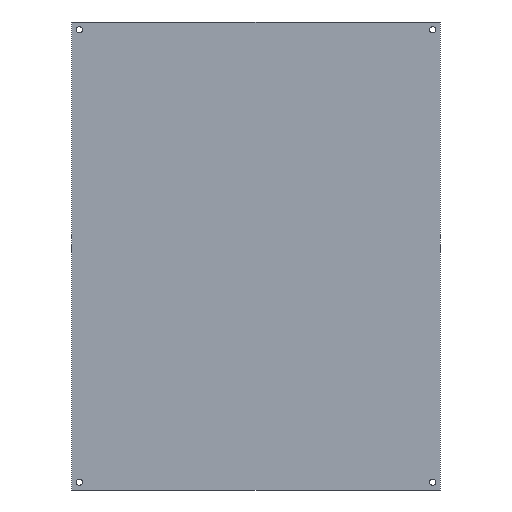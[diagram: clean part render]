
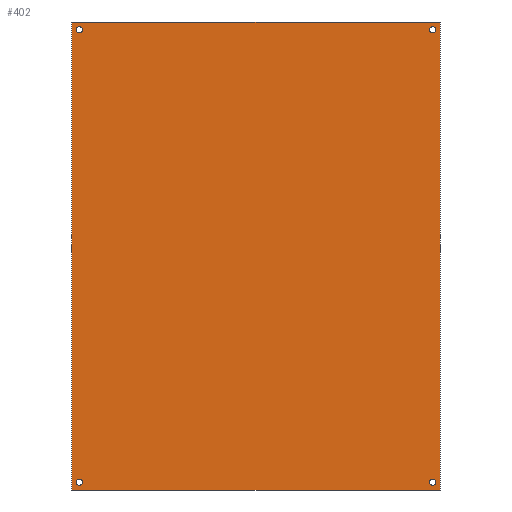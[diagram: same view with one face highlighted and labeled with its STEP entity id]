
A CAD part, front view. The second image highlights one B-rep face of the part: STEP entity #402.
In plain terms, the highlighted planar face has unit normal (0, -1, 0).
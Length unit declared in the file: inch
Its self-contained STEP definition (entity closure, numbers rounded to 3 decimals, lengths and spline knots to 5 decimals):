
#1 = DIRECTION ( 'NONE',  ( 0., 0., 1. ) ) ;
#11 = VECTOR ( 'NONE', #349, 39.37008 ) ;
#19 = VERTEX_POINT ( 'NONE', #249 ) ;
#28 = DIRECTION ( 'NONE',  ( -1., 0., 0. ) ) ;
#40 = ORIENTED_EDGE ( 'NONE', *, *, #75, .T. ) ;
#42 = ORIENTED_EDGE ( 'NONE', *, *, #360, .T. ) ;
#50 = AXIS2_PLACEMENT_3D ( 'NONE', #108, #289, #259 ) ;
#62 = DIRECTION ( 'NONE',  ( 0., 0., 1. ) ) ;
#64 = AXIS2_PLACEMENT_3D ( 'NONE', #413, #493, #261 ) ;
#65 = VERTEX_POINT ( 'NONE', #83 ) ;
#66 = EDGE_CURVE ( 'NONE', #414, #395, #303, .T. ) ;
#69 = EDGE_LOOP ( 'NONE', ( #112, #476 ) ) ;
#71 = VERTEX_POINT ( 'NONE', #195 ) ;
#73 = PLANE ( 'NONE',  #181 ) ;
#75 = EDGE_CURVE ( 'NONE', #350, #260, #459, .T. ) ;
#77 = ORIENTED_EDGE ( 'NONE', *, *, #329, .T. ) ;
#78 = VERTEX_POINT ( 'NONE', #317 ) ;
#80 = AXIS2_PLACEMENT_3D ( 'NONE', #166, #229, #397 ) ;
#83 = CARTESIAN_POINT ( 'NONE',  ( 7.125, -0.1, 9.25 ) ) ;
#84 = DIRECTION ( 'NONE',  ( 0., 1., 0. ) ) ;
#88 = CIRCLE ( 'NONE', #460, 0.125 ) ;
#96 = EDGE_CURVE ( 'NONE', #78, #122, #204, .T. ) ;
#104 = AXIS2_PLACEMENT_3D ( 'NONE', #278, #84, #120 ) ;
#105 = FACE_BOUND ( 'NONE', #222, .T. ) ;
#108 = CARTESIAN_POINT ( 'NONE',  ( 7.125, -0.1, -9.125 ) ) ;
#112 = ORIENTED_EDGE ( 'NONE', *, *, #239, .T. ) ;
#114 = VECTOR ( 'NONE', #439, 39.37008 ) ;
#117 = CIRCLE ( 'NONE', #64, 0.125 ) ;
#118 = DIRECTION ( 'NONE',  ( 0., 0., 1. ) ) ;
#120 = DIRECTION ( 'NONE',  ( 0., 0., 1. ) ) ;
#122 = VERTEX_POINT ( 'NONE', #308 ) ;
#127 = FACE_OUTER_BOUND ( 'NONE', #294, .T. ) ;
#138 = AXIS2_PLACEMENT_3D ( 'NONE', #392, #277, #1 ) ;
#140 = CARTESIAN_POINT ( 'NONE',  ( 0., -0.1, -9.4375 ) ) ;
#162 = CARTESIAN_POINT ( 'NONE',  ( 7.125, -0.1, -9.125 ) ) ;
#166 = CARTESIAN_POINT ( 'NONE',  ( -7.125, -0.1, -9.125 ) ) ;
#167 = AXIS2_PLACEMENT_3D ( 'NONE', #473, #401, #206 ) ;
#181 = AXIS2_PLACEMENT_3D ( 'NONE', #382, #424, #342 ) ;
#183 = EDGE_CURVE ( 'NONE', #236, #350, #441, .T. ) ;
#195 = CARTESIAN_POINT ( 'NONE',  ( 7.4375, -0.1, -9.4375 ) ) ;
#204 = CIRCLE ( 'NONE', #104, 0.125 ) ;
#206 = DIRECTION ( 'NONE',  ( 0., 0., 1. ) ) ;
#220 = DIRECTION ( 'NONE',  ( 0., 1., 0. ) ) ;
#222 = EDGE_LOOP ( 'NONE', ( #42, #383 ) ) ;
#224 = FACE_BOUND ( 'NONE', #263, .T. ) ;
#225 = ORIENTED_EDGE ( 'NONE', *, *, #269, .F. ) ;
#227 = LINE ( 'NONE', #388, #11 ) ;
#229 = DIRECTION ( 'NONE',  ( 0., 1., 0. ) ) ;
#233 = EDGE_LOOP ( 'NONE', ( #335, #77 ) ) ;
#236 = VERTEX_POINT ( 'NONE', #318 ) ;
#239 = EDGE_CURVE ( 'NONE', #395, #414, #381, .T. ) ;
#241 = CIRCLE ( 'NONE', #50, 0.125 ) ;
#247 = CARTESIAN_POINT ( 'NONE',  ( 0., -0.1, 9.4375 ) ) ;
#249 = CARTESIAN_POINT ( 'NONE',  ( 7.125, -0.1, 9. ) ) ;
#250 = LINE ( 'NONE', #140, #348 ) ;
#251 = ORIENTED_EDGE ( 'NONE', *, *, #485, .T. ) ;
#255 = FACE_BOUND ( 'NONE', #233, .T. ) ;
#259 = DIRECTION ( 'NONE',  ( 0., 0., 1. ) ) ;
#260 = VERTEX_POINT ( 'NONE', #456 ) ;
#261 = DIRECTION ( 'NONE',  ( 0., 0., 1. ) ) ;
#263 = EDGE_LOOP ( 'NONE', ( #425, #380 ) ) ;
#269 = EDGE_CURVE ( 'NONE', #71, #260, #250, .T. ) ;
#272 = VERTEX_POINT ( 'NONE', #379 ) ;
#277 = DIRECTION ( 'NONE',  ( 0., 1., 0. ) ) ;
#278 = CARTESIAN_POINT ( 'NONE',  ( -7.125, -0.1, 9.125 ) ) ;
#279 = AXIS2_PLACEMENT_3D ( 'NONE', #162, #461, #118 ) ;
#282 = CIRCLE ( 'NONE', #138, 0.125 ) ;
#287 = VECTOR ( 'NONE', #387, 39.37008 ) ;
#289 = DIRECTION ( 'NONE',  ( 0., 1., 0. ) ) ;
#294 = EDGE_LOOP ( 'NONE', ( #40, #225, #251, #487 ) ) ;
#303 = CIRCLE ( 'NONE', #80, 0.125 ) ;
#308 = CARTESIAN_POINT ( 'NONE',  ( -7.125, -0.1, 9.25 ) ) ;
#315 = CARTESIAN_POINT ( 'NONE',  ( -7.125, -0.1, -9.25 ) ) ;
#317 = CARTESIAN_POINT ( 'NONE',  ( -7.125, -0.1, 9. ) ) ;
#318 = CARTESIAN_POINT ( 'NONE',  ( 7.4375, -0.1, 9.4375 ) ) ;
#323 = EDGE_CURVE ( 'NONE', #272, #327, #241, .T. ) ;
#327 = VERTEX_POINT ( 'NONE', #410 ) ;
#329 = EDGE_CURVE ( 'NONE', #19, #65, #117, .T. ) ;
#335 = ORIENTED_EDGE ( 'NONE', *, *, #420, .T. ) ;
#336 = CARTESIAN_POINT ( 'NONE',  ( -7.125, -0.1, -9. ) ) ;
#342 = DIRECTION ( 'NONE',  ( 0., 0., 1. ) ) ;
#348 = VECTOR ( 'NONE', #28, 39.37008 ) ;
#349 = DIRECTION ( 'NONE',  ( 0., 0., 1. ) ) ;
#350 = VERTEX_POINT ( 'NONE', #452 ) ;
#351 = CARTESIAN_POINT ( 'NONE',  ( -7.4375, -0.1, 0. ) ) ;
#360 = EDGE_CURVE ( 'NONE', #122, #78, #88, .T. ) ;
#379 = CARTESIAN_POINT ( 'NONE',  ( 7.125, -0.1, -9.25 ) ) ;
#380 = ORIENTED_EDGE ( 'NONE', *, *, #323, .T. ) ;
#381 = CIRCLE ( 'NONE', #167, 0.125 ) ;
#382 = CARTESIAN_POINT ( 'NONE',  ( 0., -0.1, 0. ) ) ;
#383 = ORIENTED_EDGE ( 'NONE', *, *, #96, .T. ) ;
#387 = DIRECTION ( 'NONE',  ( 0., 0., -1. ) ) ;
#388 = CARTESIAN_POINT ( 'NONE',  ( 7.4375, -0.1, 0. ) ) ;
#392 = CARTESIAN_POINT ( 'NONE',  ( 7.125, -0.1, 9.125 ) ) ;
#395 = VERTEX_POINT ( 'NONE', #336 ) ;
#397 = DIRECTION ( 'NONE',  ( 0., 0., 1. ) ) ;
#401 = DIRECTION ( 'NONE',  ( 0., 1., 0. ) ) ;
#402 = ADVANCED_FACE ( 'NONE', ( #105, #255, #224, #457, #127 ), #73, .F. ) ;
#410 = CARTESIAN_POINT ( 'NONE',  ( 7.125, -0.1, -9. ) ) ;
#413 = CARTESIAN_POINT ( 'NONE',  ( 7.125, -0.1, 9.125 ) ) ;
#414 = VERTEX_POINT ( 'NONE', #315 ) ;
#416 = CARTESIAN_POINT ( 'NONE',  ( -7.125, -0.1, 9.125 ) ) ;
#420 = EDGE_CURVE ( 'NONE', #65, #19, #282, .T. ) ;
#424 = DIRECTION ( 'NONE',  ( 0., 1., 0. ) ) ;
#425 = ORIENTED_EDGE ( 'NONE', *, *, #432, .T. ) ;
#430 = CIRCLE ( 'NONE', #279, 0.125 ) ;
#432 = EDGE_CURVE ( 'NONE', #327, #272, #430, .T. ) ;
#439 = DIRECTION ( 'NONE',  ( -1., 0., 0. ) ) ;
#441 = LINE ( 'NONE', #247, #114 ) ;
#452 = CARTESIAN_POINT ( 'NONE',  ( -7.4375, -0.1, 9.4375 ) ) ;
#456 = CARTESIAN_POINT ( 'NONE',  ( -7.4375, -0.1, -9.4375 ) ) ;
#457 = FACE_BOUND ( 'NONE', #69, .T. ) ;
#459 = LINE ( 'NONE', #351, #287 ) ;
#460 = AXIS2_PLACEMENT_3D ( 'NONE', #416, #220, #62 ) ;
#461 = DIRECTION ( 'NONE',  ( 0., 1., 0. ) ) ;
#473 = CARTESIAN_POINT ( 'NONE',  ( -7.125, -0.1, -9.125 ) ) ;
#476 = ORIENTED_EDGE ( 'NONE', *, *, #66, .T. ) ;
#485 = EDGE_CURVE ( 'NONE', #71, #236, #227, .T. ) ;
#487 = ORIENTED_EDGE ( 'NONE', *, *, #183, .T. ) ;
#493 = DIRECTION ( 'NONE',  ( 0., 1., 0. ) ) ;
